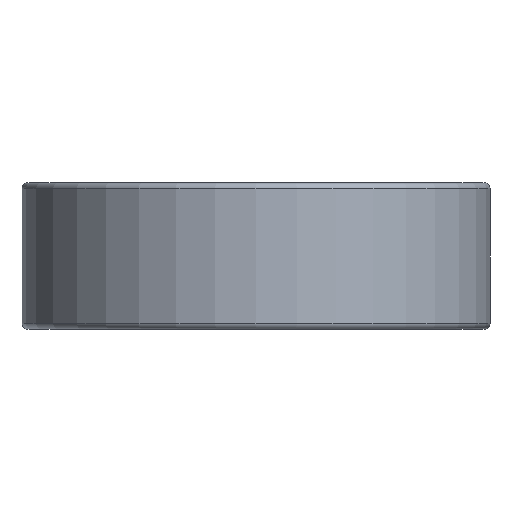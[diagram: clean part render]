
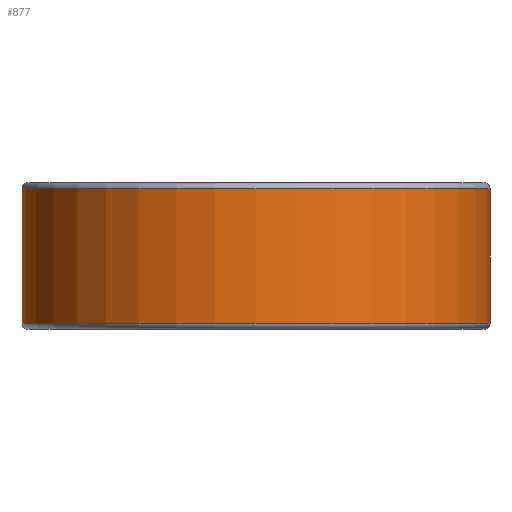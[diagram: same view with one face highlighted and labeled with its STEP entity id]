
A CAD part, front view. The second image highlights one B-rep face of the part: STEP entity #877.
In plain terms, the highlighted cylindrical face has radius 8 mm (diameter 16 mm), a full revolution.
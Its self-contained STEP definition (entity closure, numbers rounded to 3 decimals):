
#116=LINE('',#1322,#122);
#122=VECTOR('',#1104,8.);
#128=CYLINDRICAL_SURFACE('',#957,8.);
#139=FACE_OUTER_BOUND('',#179,.T.);
#179=EDGE_LOOP('',(#596,#597,#598,#599,#600,#601,#602,#603));
#245=CIRCLE('',#951,8.);
#246=CIRCLE('',#952,8.);
#250=CIRCLE('',#956,8.);
#251=CIRCLE('',#958,8.);
#252=CIRCLE('',#959,8.);
#253=CIRCLE('',#960,8.);
#315=VERTEX_POINT('',#1305);
#316=VERTEX_POINT('',#1306);
#317=VERTEX_POINT('',#1308);
#320=VERTEX_POINT('',#1317);
#321=VERTEX_POINT('',#1318);
#322=VERTEX_POINT('',#1320);
#430=EDGE_CURVE('',#315,#316,#245,.T.);
#431=EDGE_CURVE('',#316,#317,#246,.T.);
#435=EDGE_CURVE('',#317,#315,#250,.T.);
#436=EDGE_CURVE('',#320,#321,#251,.T.);
#437=EDGE_CURVE('',#322,#320,#252,.T.);
#438=EDGE_CURVE('',#322,#316,#116,.T.);
#439=EDGE_CURVE('',#321,#322,#253,.T.);
#596=ORIENTED_EDGE('',*,*,#436,.F.);
#597=ORIENTED_EDGE('',*,*,#437,.F.);
#598=ORIENTED_EDGE('',*,*,#438,.T.);
#599=ORIENTED_EDGE('',*,*,#430,.F.);
#600=ORIENTED_EDGE('',*,*,#435,.F.);
#601=ORIENTED_EDGE('',*,*,#431,.F.);
#602=ORIENTED_EDGE('',*,*,#438,.F.);
#603=ORIENTED_EDGE('',*,*,#439,.F.);
#877=ADVANCED_FACE('',(#139),#128,.T.);
#951=AXIS2_PLACEMENT_3D('',#1307,#1086,#1087);
#952=AXIS2_PLACEMENT_3D('',#1309,#1088,#1089);
#956=AXIS2_PLACEMENT_3D('',#1315,#1096,#1097);
#957=AXIS2_PLACEMENT_3D('',#1316,#1098,#1099);
#958=AXIS2_PLACEMENT_3D('',#1319,#1100,#1101);
#959=AXIS2_PLACEMENT_3D('',#1321,#1102,#1103);
#960=AXIS2_PLACEMENT_3D('',#1323,#1105,#1106);
#1086=DIRECTION('center_axis',(0.,0.,-1.));
#1087=DIRECTION('ref_axis',(0.,-1.,0.));
#1088=DIRECTION('center_axis',(0.,0.,-1.));
#1089=DIRECTION('ref_axis',(0.,-1.,0.));
#1096=DIRECTION('center_axis',(0.,0.,-1.));
#1097=DIRECTION('ref_axis',(0.,-1.,0.));
#1098=DIRECTION('center_axis',(0.,0.,1.));
#1099=DIRECTION('ref_axis',(0.,1.,0.));
#1100=DIRECTION('center_axis',(0.,0.,1.));
#1101=DIRECTION('ref_axis',(0.,-1.,0.));
#1102=DIRECTION('center_axis',(0.,0.,1.));
#1103=DIRECTION('ref_axis',(0.,-1.,0.));
#1104=DIRECTION('',(0.,0.,-1.));
#1105=DIRECTION('center_axis',(0.,0.,1.));
#1106=DIRECTION('ref_axis',(0.,-1.,0.));
#1305=CARTESIAN_POINT('',(0.,8.,0.2));
#1306=CARTESIAN_POINT('',(0.,-8.,0.2));
#1307=CARTESIAN_POINT('Origin',(0.,0.,0.2));
#1308=CARTESIAN_POINT('',(-8.,0.,0.2));
#1309=CARTESIAN_POINT('Origin',(0.,0.,0.2));
#1315=CARTESIAN_POINT('Origin',(0.,0.,0.2));
#1316=CARTESIAN_POINT('Origin',(0.,0.,2.5));
#1317=CARTESIAN_POINT('',(0.,8.,4.8));
#1318=CARTESIAN_POINT('',(-8.,0.,4.8));
#1319=CARTESIAN_POINT('Origin',(0.,0.,4.8));
#1320=CARTESIAN_POINT('',(0.,-8.,4.8));
#1321=CARTESIAN_POINT('Origin',(0.,0.,4.8));
#1322=CARTESIAN_POINT('',(0.,-8.,2.5));
#1323=CARTESIAN_POINT('Origin',(0.,0.,4.8));
